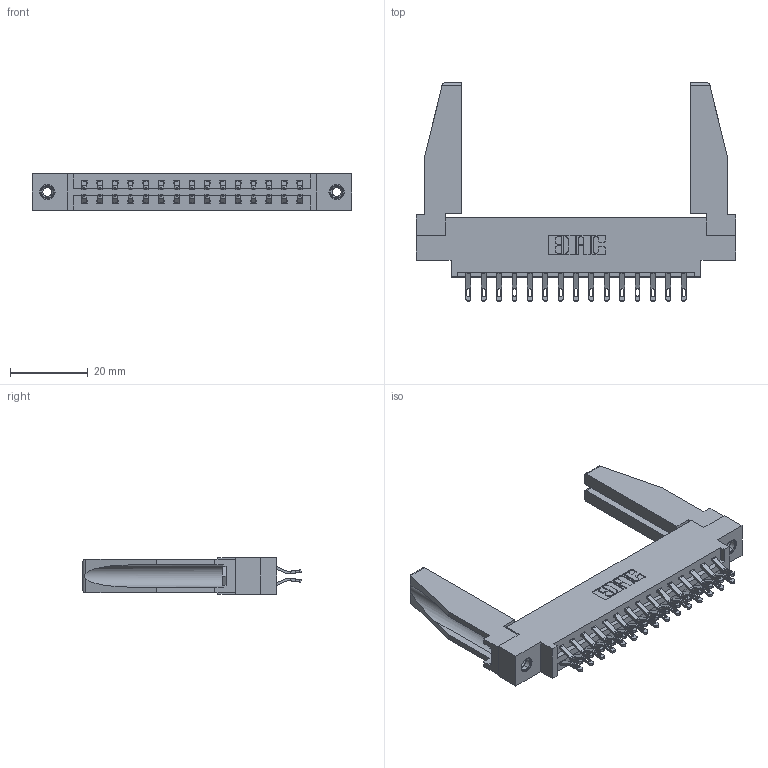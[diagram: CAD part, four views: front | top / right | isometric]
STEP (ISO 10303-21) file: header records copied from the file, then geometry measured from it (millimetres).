
FILE_DESCRIPTION (( 'STEP AP203' ), '1' );
FILE_NAME ('387-030-555-878.STEP', '2019-10-17T14:53:41', ( '' ), ( '' ), 'SwSTEP 2.0', 'SolidWorks 2016', '' );
FILE_SCHEMA (( 'CONFIG_CONTROL_DESIGN' ));
Length unit declared in the file: inch
Products named in the file (5): 307-220-078; 337 Part_0.170 Offset - 0.156 Dia-TI; 345-292-001_555 Tail; 345-250-001_345-250-001-102; 387-030-555-878
Assembly tree (35 placements, depth 2):
  387-030-555-878
    337 Part_0.170 Offset - 0.156 Dia-TI
    345-292-001_555 Tail  x30
    345-250-001_345-250-001-102  x2
    307-220-078  x2
Bounding box: 82.45 x 56.27 x 9.4 mm (x, y, z)
Volume: 12292.5 mm3; surface area: 13386.2 mm2
Topology: 35 solids, 35 shells, 2048 faces, 6323 edges, 4206 vertices
Faces by surface type: plane 1238, cylinder 794, cone 12, torus 4
Entity records: 18020 total; most frequent: CARTESIAN_POINT 3094, ORIENTED_EDGE 2956, DIRECTION 2658, EDGE_CURVE 1478, VECTOR 1292, LINE 1292, VERTEX_POINT 980, AXIS2_PLACEMENT_3D 683
